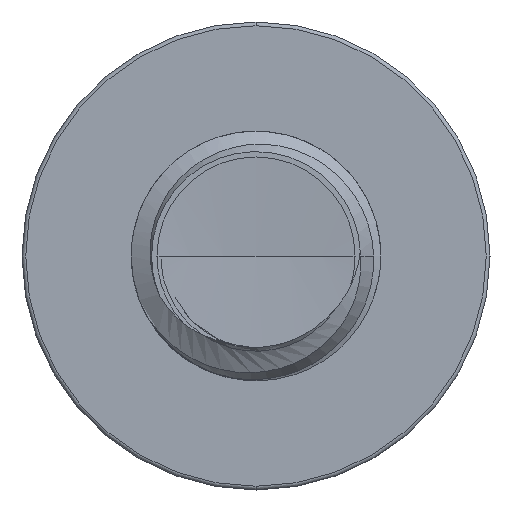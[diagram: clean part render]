
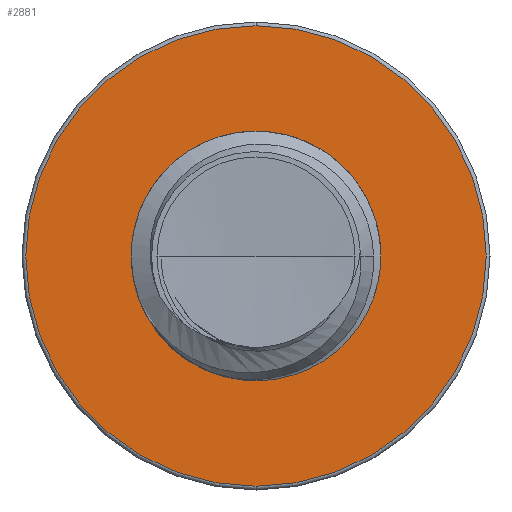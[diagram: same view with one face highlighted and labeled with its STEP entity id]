
A CAD part, front view. The second image highlights one B-rep face of the part: STEP entity #2881.
In plain terms, the highlighted planar face has unit normal (0, -1, 0).
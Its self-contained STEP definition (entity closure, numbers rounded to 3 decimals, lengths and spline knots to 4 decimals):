
#252 = AXIS2_PLACEMENT_3D ( 'NONE', #23293, #11020, #25270 ) ;
#1040 = AXIS2_PLACEMENT_3D ( 'NONE', #20212, #7932, #22276 ) ;
#2026 = CARTESIAN_POINT ( 'NONE',  ( 0., 6., 0. ) ) ;
#2369 = DIRECTION ( 'NONE',  ( 0., -1., 0. ) ) ;
#2398 = PLANE ( 'NONE',  #10333 ) ;
#2460 = DIRECTION ( 'NONE',  ( 0., 0., -1. ) ) ;
#2654 = CARTESIAN_POINT ( 'NONE',  ( 0., 6., 0.7856 ) ) ;
#2862 = ORIENTED_EDGE ( 'NONE', *, *, #19858, .F. ) ;
#2881 = ADVANCED_FACE ( 'NONE', ( #13658, #8908 ), #2398, .T. ) ;
#4046 = DIRECTION ( 'NONE',  ( 0., 0., -1. ) ) ;
#4524 = EDGE_CURVE ( 'NONE', #16737, #16842, #18860, .T. ) ;
#6683 = VERTEX_POINT ( 'NONE', #16786 ) ;
#6921 = AXIS2_PLACEMENT_3D ( 'NONE', #22594, #10323, #24614 ) ;
#7866 = CARTESIAN_POINT ( 'NONE',  ( 0., 6., 0.7856 ) ) ;
#7932 = DIRECTION ( 'NONE',  ( 0., -1., 0. ) ) ;
#8766 = ORIENTED_EDGE ( 'NONE', *, *, #23957, .T. ) ;
#8908 = FACE_BOUND ( 'NONE', #20832, .T. ) ;
#8978 = ORIENTED_EDGE ( 'NONE', *, *, #4524, .T. ) ;
#10031 = VERTEX_POINT ( 'NONE', #7866 ) ;
#10323 = DIRECTION ( 'NONE',  ( 0., -1., 0. ) ) ;
#10333 = AXIS2_PLACEMENT_3D ( 'NONE', #2654, #2369, #2460 ) ;
#10382 = AXIS2_PLACEMENT_3D ( 'NONE', #2026, #16403, #4046 ) ;
#10798 = CIRCLE ( 'NONE', #6921, 1.476 ) ;
#11020 = DIRECTION ( 'NONE',  ( 0., -1., 0. ) ) ;
#13658 = FACE_OUTER_BOUND ( 'NONE', #17035, .T. ) ;
#15228 = CIRCLE ( 'NONE', #10382, 0.7856 ) ;
#16403 = DIRECTION ( 'NONE',  ( 0., -1., 0. ) ) ;
#16737 = VERTEX_POINT ( 'NONE', #24734 ) ;
#16786 = CARTESIAN_POINT ( 'NONE',  ( 0., 6., -0.7856 ) ) ;
#16842 = VERTEX_POINT ( 'NONE', #20954 ) ;
#17035 = EDGE_LOOP ( 'NONE', ( #8978, #8766 ) ) ;
#18126 = CIRCLE ( 'NONE', #252, 0.7856 ) ;
#18860 = CIRCLE ( 'NONE', #1040, 1.476 ) ;
#19250 = EDGE_CURVE ( 'NONE', #6683, #10031, #15228, .T. ) ;
#19858 = EDGE_CURVE ( 'NONE', #10031, #6683, #18126, .T. ) ;
#20212 = CARTESIAN_POINT ( 'NONE',  ( 0., 6., 0. ) ) ;
#20832 = EDGE_LOOP ( 'NONE', ( #26089, #2862 ) ) ;
#20954 = CARTESIAN_POINT ( 'NONE',  ( 0., 6., 1.476 ) ) ;
#22276 = DIRECTION ( 'NONE',  ( 0., 0., -1. ) ) ;
#22594 = CARTESIAN_POINT ( 'NONE',  ( 0., 6., 0. ) ) ;
#23293 = CARTESIAN_POINT ( 'NONE',  ( 0., 6., 0. ) ) ;
#23957 = EDGE_CURVE ( 'NONE', #16842, #16737, #10798, .T. ) ;
#24614 = DIRECTION ( 'NONE',  ( 0., 0., -1. ) ) ;
#24734 = CARTESIAN_POINT ( 'NONE',  ( 0., 6., -1.476 ) ) ;
#25270 = DIRECTION ( 'NONE',  ( 0., 0., -1. ) ) ;
#26089 = ORIENTED_EDGE ( 'NONE', *, *, #19250, .F. ) ;
